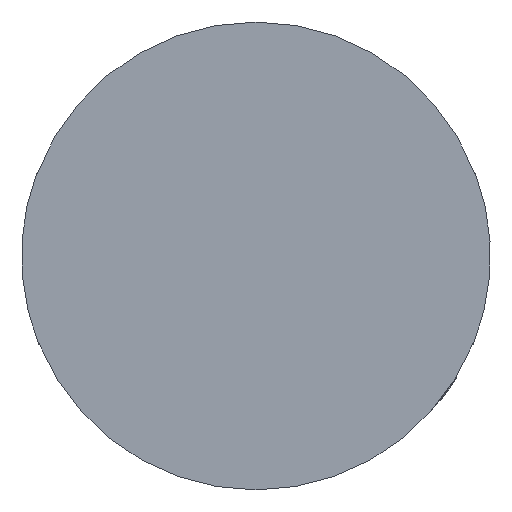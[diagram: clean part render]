
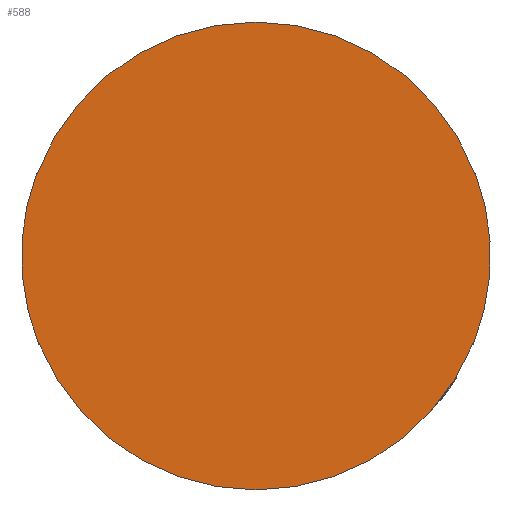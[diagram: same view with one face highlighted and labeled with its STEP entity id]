
A CAD part, front view. The second image highlights one B-rep face of the part: STEP entity #588.
In plain terms, the highlighted planar face has unit normal (0, -1, 0).
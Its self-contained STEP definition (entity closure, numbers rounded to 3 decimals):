
#7 = DIRECTION ( 'NONE',  ( 0., 0., -1. ) ) ;
#8 = DIRECTION ( 'NONE',  ( 0.935, 0., -0.354 ) ) ;
#16 = ORIENTED_EDGE ( 'NONE', *, *, #436, .F. ) ;
#20 = CARTESIAN_POINT ( 'NONE',  ( 3.882, 0., 1.468 ) ) ;
#33 = DIRECTION ( 'NONE',  ( 0., 0., 1. ) ) ;
#55 = LINE ( 'NONE', #345, #189 ) ;
#58 = PLANE ( 'NONE',  #251 ) ;
#59 = CARTESIAN_POINT ( 'NONE',  ( -3.882, 0., 1.468 ) ) ;
#64 = VERTEX_POINT ( 'NONE', #20 ) ;
#67 = ORIENTED_EDGE ( 'NONE', *, *, #107, .T. ) ;
#70 = DIRECTION ( 'NONE',  ( 0., 0., 1. ) ) ;
#75 = LINE ( 'NONE', #553, #625 ) ;
#78 = DIRECTION ( 'NONE',  ( 0., 1., 0. ) ) ;
#106 = VERTEX_POINT ( 'NONE', #207 ) ;
#107 = EDGE_CURVE ( 'NONE', #310, #648, #75, .T. ) ;
#122 = VECTOR ( 'NONE', #746, 1000. ) ;
#126 = CARTESIAN_POINT ( 'NONE',  ( 3.845, 0., -1.561 ) ) ;
#134 = CARTESIAN_POINT ( 'NONE',  ( 0., 0., 0. ) ) ;
#142 = AXIS2_PLACEMENT_3D ( 'NONE', #742, #640, #252 ) ;
#189 = VECTOR ( 'NONE', #479, 1000. ) ;
#191 = VECTOR ( 'NONE', #8, 1000. ) ;
#194 = AXIS2_PLACEMENT_3D ( 'NONE', #571, #228, #621 ) ;
#197 = VERTEX_POINT ( 'NONE', #667 ) ;
#207 = CARTESIAN_POINT ( 'NONE',  ( -3.891, 0., 1.471 ) ) ;
#216 = CARTESIAN_POINT ( 'NONE',  ( 3.855, 0., -1.564 ) ) ;
#217 = VERTEX_POINT ( 'NONE', #735 ) ;
#221 = CIRCLE ( 'NONE', #461, 4.15 ) ;
#228 = DIRECTION ( 'NONE',  ( 0., 1., 0. ) ) ;
#232 = CARTESIAN_POINT ( 'NONE',  ( -3.855, 0., -1.564 ) ) ;
#246 = EDGE_CURVE ( 'NONE', #197, #217, #292, .T. ) ;
#251 = AXIS2_PLACEMENT_3D ( 'NONE', #737, #398, #33 ) ;
#252 = DIRECTION ( 'NONE',  ( 0., 0., -1. ) ) ;
#272 = ORIENTED_EDGE ( 'NONE', *, *, #392, .F. ) ;
#275 = LINE ( 'NONE', #410, #122 ) ;
#292 = CIRCLE ( 'NONE', #194, 4.15 ) ;
#304 = DIRECTION ( 'NONE',  ( 0., 1., 0. ) ) ;
#309 = EDGE_CURVE ( 'NONE', #310, #197, #377, .T. ) ;
#310 = VERTEX_POINT ( 'NONE', #126 ) ;
#325 = EDGE_CURVE ( 'NONE', #64, #401, #55, .T. ) ;
#343 = DIRECTION ( 'NONE',  ( 0., 0., 1. ) ) ;
#345 = CARTESIAN_POINT ( 'NONE',  ( 3.882, 0., 1.468 ) ) ;
#360 = ORIENTED_EDGE ( 'NONE', *, *, #246, .F. ) ;
#364 = VERTEX_POINT ( 'NONE', #232 ) ;
#377 = CIRCLE ( 'NONE', #612, 4.15 ) ;
#384 = AXIS2_PLACEMENT_3D ( 'NONE', #697, #304, #7 ) ;
#392 = EDGE_CURVE ( 'NONE', #401, #648, #437, .T. ) ;
#398 = DIRECTION ( 'NONE',  ( 0., 1., 0. ) ) ;
#401 = VERTEX_POINT ( 'NONE', #636 ) ;
#402 = EDGE_CURVE ( 'NONE', #364, #217, #275, .T. ) ;
#410 = CARTESIAN_POINT ( 'NONE',  ( -3.845, 0., -1.561 ) ) ;
#419 = CARTESIAN_POINT ( 'NONE',  ( -3.882, 0., 1.468 ) ) ;
#436 = EDGE_CURVE ( 'NONE', #364, #106, #649, .T. ) ;
#437 = CIRCLE ( 'NONE', #142, 4.16 ) ;
#444 = DIRECTION ( 'NONE',  ( 0.927, 0., -0.376 ) ) ;
#461 = AXIS2_PLACEMENT_3D ( 'NONE', #134, #78, #70 ) ;
#465 = EDGE_CURVE ( 'NONE', #661, #64, #221, .T. ) ;
#467 = ORIENTED_EDGE ( 'NONE', *, *, #325, .F. ) ;
#479 = DIRECTION ( 'NONE',  ( 0.935, 0., 0.354 ) ) ;
#486 = ORIENTED_EDGE ( 'NONE', *, *, #738, .F. ) ;
#516 = DIRECTION ( 'NONE',  ( 0., 1., 0. ) ) ;
#535 = ORIENTED_EDGE ( 'NONE', *, *, #465, .F. ) ;
#538 = ORIENTED_EDGE ( 'NONE', *, *, #309, .F. ) ;
#553 = CARTESIAN_POINT ( 'NONE',  ( 3.845, 0., -1.561 ) ) ;
#571 = CARTESIAN_POINT ( 'NONE',  ( 0., 0., 0. ) ) ;
#572 = CARTESIAN_POINT ( 'NONE',  ( 0., 0., 0. ) ) ;
#588 = ADVANCED_FACE ( 'NONE', ( #616 ), #58, .F. ) ;
#612 = AXIS2_PLACEMENT_3D ( 'NONE', #572, #516, #343 ) ;
#616 = FACE_OUTER_BOUND ( 'NONE', #724, .T. ) ;
#621 = DIRECTION ( 'NONE',  ( 0., 0., 1. ) ) ;
#625 = VECTOR ( 'NONE', #444, 1000. ) ;
#636 = CARTESIAN_POINT ( 'NONE',  ( 3.891, 0., 1.471 ) ) ;
#640 = DIRECTION ( 'NONE',  ( 0., 1., 0. ) ) ;
#641 = ORIENTED_EDGE ( 'NONE', *, *, #402, .T. ) ;
#645 = LINE ( 'NONE', #419, #191 ) ;
#648 = VERTEX_POINT ( 'NONE', #216 ) ;
#649 = CIRCLE ( 'NONE', #384, 4.16 ) ;
#661 = VERTEX_POINT ( 'NONE', #59 ) ;
#667 = CARTESIAN_POINT ( 'NONE',  ( 0., 0., -4.15 ) ) ;
#697 = CARTESIAN_POINT ( 'NONE',  ( 0., 0., 0. ) ) ;
#724 = EDGE_LOOP ( 'NONE', ( #538, #67, #272, #467, #535, #486, #16, #641, #360 ) ) ;
#735 = CARTESIAN_POINT ( 'NONE',  ( -3.845, 0., -1.561 ) ) ;
#737 = CARTESIAN_POINT ( 'NONE',  ( 0., 0., 0. ) ) ;
#738 = EDGE_CURVE ( 'NONE', #106, #661, #645, .T. ) ;
#742 = CARTESIAN_POINT ( 'NONE',  ( 0., 0., 0. ) ) ;
#746 = DIRECTION ( 'NONE',  ( 0.927, 0., 0.376 ) ) ;
